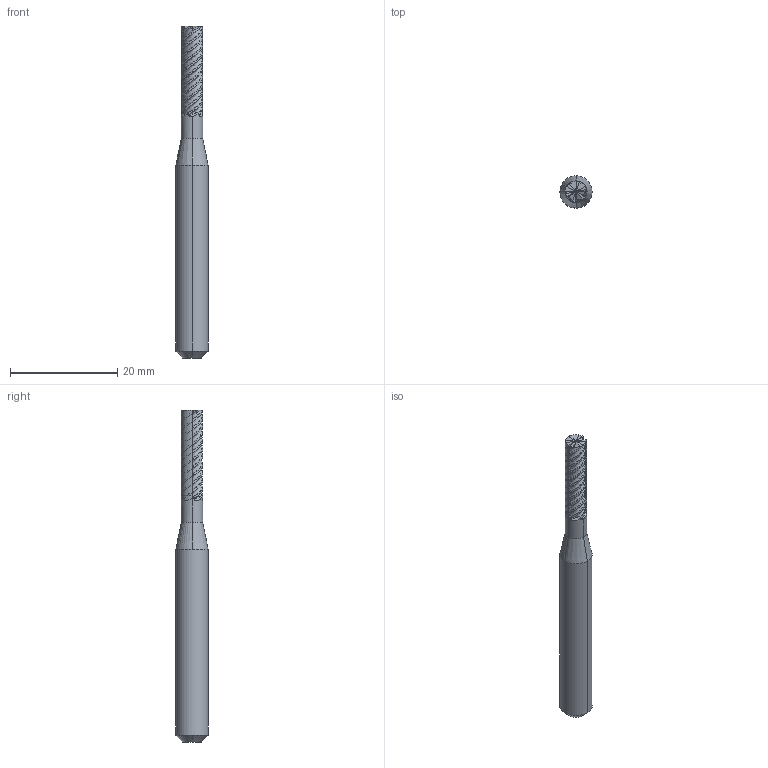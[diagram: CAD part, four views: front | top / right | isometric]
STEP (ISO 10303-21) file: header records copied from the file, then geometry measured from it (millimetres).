
FILE_DESCRIPTION((''),'2;1');
FILE_NAME('OPTIMILL_HARDENED_FINISH_SCM104','2024-03-22T15:05:51',('venugopala'),(''),'CREO PARAMETRIC BY PTC INC, 2021184','CREO PARAMETRIC BY PTC INC, 2021184','');
FILE_SCHEMA(('AP242_MANAGED_MODEL_BASED_3D_ENGINEERING_MIM_LF { 1 0 10303 442 1 1 4 }'));
Length unit declared in the file: millimetre
Products named in the file (1): OPTIMILL_HARDENED_FINISH_SCM104
Bounding box: 6 x 6 x 62 mm (x, y, z)
Volume: 1310.9 mm3; surface area: 1624.1 mm2
Topology: 1 solids, 3 shells, 83 faces, 297 edges, 247 vertices
Faces by surface type: plane 27, cone 18, bspline 18, cylinder 13, torus 7
Entity records: 15642 total; most frequent: CARTESIAN_POINT 12068, DIRECTION 572, ORIENTED_EDGE 452, EDGE_CURVE 236, AXIS2_PLACEMENT_3D 230, VERTEX_POINT 157, B_SPLINE_CURVE_WITH_KNOTS 147, VECTOR 112
